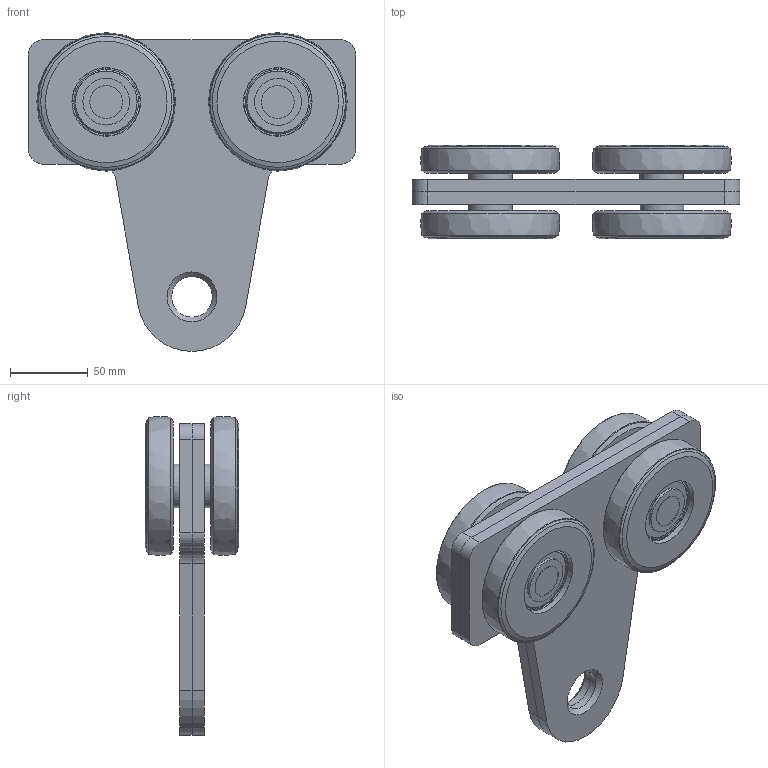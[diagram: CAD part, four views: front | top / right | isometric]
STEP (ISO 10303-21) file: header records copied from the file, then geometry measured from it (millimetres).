
FILE_DESCRIPTION(('STEP AP214'),'1');
FILE_NAME('PMH Åkvagn 1710.stp','2013-06-27T15:13:53',(' '),(' '),'Spatial InterOp 3D',' ',' ');
FILE_SCHEMA(('automotive_design'));
Length unit declared in the file: millimetre
Products named in the file (37): PMH Profilskena Akvagn 1710; NAUO1; NAUO2; NAUO3; NAUO4; NAUO5; NAUO6; NAUO7; NAUO8; NAUO9; NAUO10; NAUO11; NAUO12; NAUO13; NAUO14; NAUO15; NAUO16; NAUO17; NAUO18; NAUO19; NAUO20; NAUO21; NAUO22; NAUO23; NAUO24
Assembly tree (36 placements, depth 2):
  PMH Profilskena Akvagn 1710
    NAUO1
    NAUO2
    NAUO3
    NAUO3
    NAUO3
    NAUO3
    NAUO4
    NAUO5
    NAUO6
    NAUO7
    NAUO8
    NAUO9
    NAUO10
    NAUO11
    NAUO12
    NAUO13
    NAUO14
    NAUO15
    NAUO15
    NAUO15
    NAUO15
    NAUO16
    NAUO17
    NAUO18
    NAUO19
    NAUO20
    NAUO20
    NAUO20
    NAUO20
    NAUO21
    NAUO22
    NAUO23
    NAUO23
    NAUO23
    NAUO23
    NAUO24
Bounding box: 210 x 60 x 204.47 mm (x, y, z)
Volume: 791989.6 mm3; surface area: 230356.5 mm2
Topology: 36 solids, 36 shells, 302 faces, 587 edges, 389 vertices
Faces by surface type: plane 118, cylinder 114, cone 42, torus 24, bspline 4
Full cylindrical faces by diameter (mm): 20 x6, 20.1 x4, 20.2 x4, 20.5 x4, 26 x2, 28 x4, 29 x16, 30 x4, 31.5 x12, 32.211 x4, 39.789 x4, 40.5 x12, 43.6 x8, 44 x16
Entity records: 9874 total; most frequent: DIRECTION 1330, CARTESIAN_POINT 1135, ORIENTED_EDGE 716, AXIS2_PLACEMENT_3D 637, EDGE_LOOP 580, FACE_OUTER_BOUND 430, EDGE_CURVE 358, VERTEX_POINT 330
